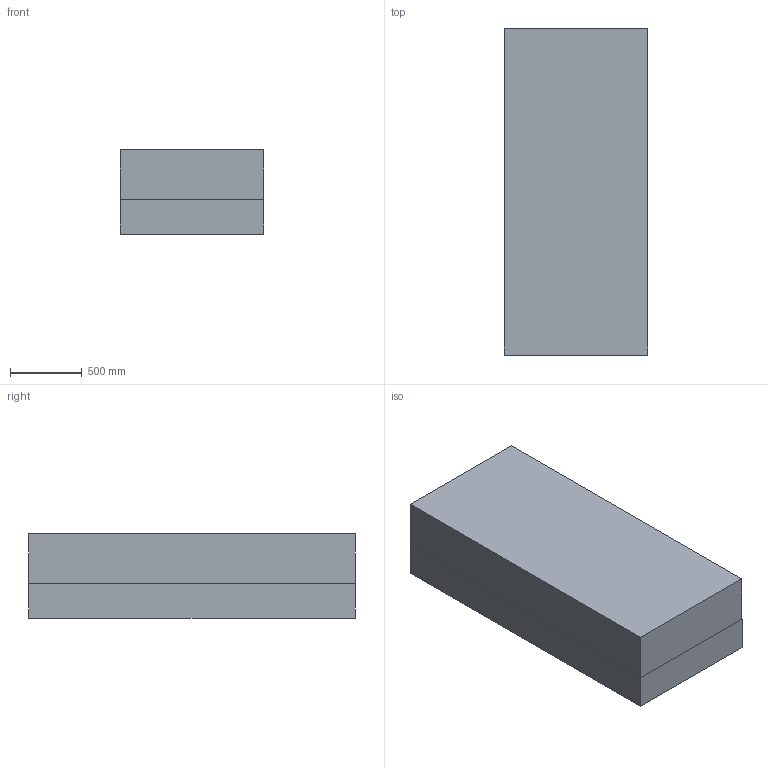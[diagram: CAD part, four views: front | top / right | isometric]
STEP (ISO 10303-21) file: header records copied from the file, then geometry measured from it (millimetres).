
FILE_DESCRIPTION (( 'STEP AP214' ), '1' );
FILE_NAME ('Step_Test3.STEP', '2019-02-10T03:17:55', ( '' ), ( '' ), 'SwSTEP 2.0', 'SolidWorks 2018', '' );
FILE_SCHEMA (( 'AUTOMOTIVE_DESIGN' ));
Length unit declared in the file: millimetre
Products named in the file (4): Boat3-bottom; Boat3-top; Boat3-toptop; Step_Test3
Assembly tree (3 placements, depth 2):
  Step_Test3
    Boat3-top
    Boat3-toptop
    Boat3-bottom
Bounding box: 999.83 x 2274.64 x 589 mm (x, y, z)
Volume: 1339531481.7 mm3; surface area: 13120250.4 mm2
Topology: 3 solids, 3 shells, 28 faces, 60 edges, 40 vertices
Faces by surface type: plane 20, bspline 8
Entity records: 1380 total; most frequent: CARTESIAN_POINT 668, ORIENTED_EDGE 120, DIRECTION 100, EDGE_CURVE 60, LINE 40, VERTEX_POINT 40, VECTOR 40, AXIS2_PLACEMENT_3D 30
